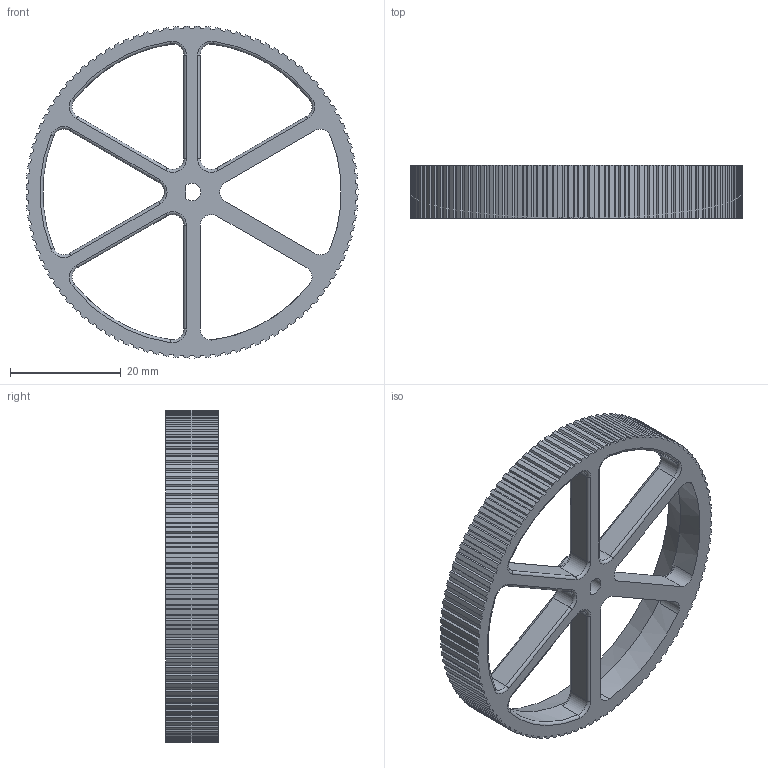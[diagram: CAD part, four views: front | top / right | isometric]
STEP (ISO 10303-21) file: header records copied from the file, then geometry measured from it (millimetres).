
FILE_DESCRIPTION(/* description */ (''),/* implementation_level */ '2;1');
FILE_NAME(/* name */ 'v3wheel.stp',/* time_stamp */ '2024-01-19T20:28:14-06:00',/* author */ ('Eric'),/* organization */ (''),/* preprocessor_version */ 'ST-DEVELOPER v20',/* originating_system */ 'Autodesk Inventor 2024',/* authorisation */ '');
FILE_SCHEMA (('AUTOMOTIVE_DESIGN { 1 0 10303 214 3 1 1 }'));
Length unit declared in the file: millimetre
Products named in the file (1): v3wheel
Bounding box: 59.99 x 9.5 x 59.99 mm (x, y, z)
Volume: 6696 mm3; surface area: 6795.9 mm2
Topology: 1 solids, 1 shells, 500 faces, 1446 edges, 944 vertices
Faces by surface type: plane 316, cylinder 147, torus 36, cone 1
Full cylindrical faces by diameter (mm): 7 x1
Entity records: 16491 total; most frequent: CARTESIAN_POINT 2975, ORIENTED_EDGE 2892, DIRECTION 2786, EDGE_CURVE 1446, LINE 1084, VECTOR 1084, VERTEX_POINT 944, AXIS2_PLACEMENT_3D 851
